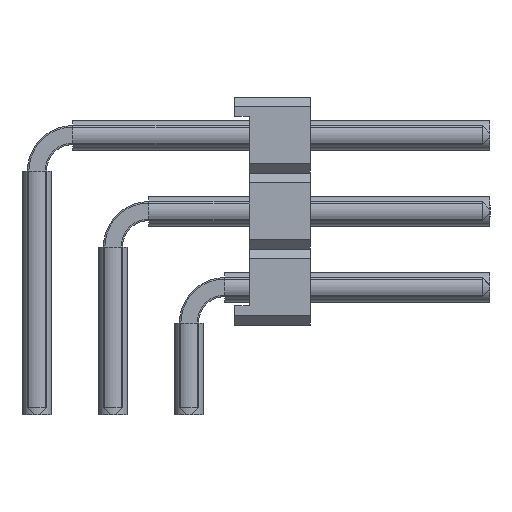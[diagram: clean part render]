
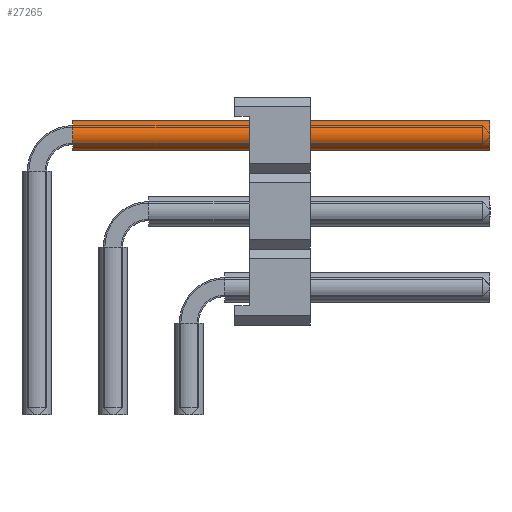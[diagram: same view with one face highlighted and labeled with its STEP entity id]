
A CAD part, left-side view. The second image highlights one B-rep face of the part: STEP entity #27265.
In plain terms, the highlighted cylindrical face has radius 0.5 mm (diameter 1 mm), a full revolution.
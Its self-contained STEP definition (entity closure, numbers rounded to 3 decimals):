
#14802=ORIENTED_EDGE('',*,*,#18696,.F.);
#14803=ORIENTED_EDGE('',*,*,#18697,.T.);
#18696=EDGE_CURVE('',#21288,#21288,#22308,.T.);
#18697=EDGE_CURVE('',#21289,#21289,#22309,.T.);
#21288=VERTEX_POINT('',#45506);
#21289=VERTEX_POINT('',#45508);
#22308=CIRCLE('',#29745,0.5);
#22309=CIRCLE('',#29746,0.5);
#23870=EDGE_LOOP('',(#14802));
#23871=EDGE_LOOP('',(#14803));
#25432=FACE_BOUND('',#23870,.T.);
#25433=FACE_BOUND('',#23871,.T.);
#25949=CYLINDRICAL_SURFACE('',#29744,0.5);
#27265=ADVANCED_FACE('',(#25432,#25433),#25949,.F.);
#29744=AXIS2_PLACEMENT_3D('',#45504,#37463,#37464);
#29745=AXIS2_PLACEMENT_3D('',#45505,#37465,#37466);
#29746=AXIS2_PLACEMENT_3D('',#45507,#37467,#37468);
#37463=DIRECTION('',(1.,0.,0.));
#37464=DIRECTION('',(0.,0.,-1.));
#37465=DIRECTION('',(-1.,0.,0.));
#37466=DIRECTION('',(0.,0.,1.));
#37467=DIRECTION('',(-1.,0.,0.));
#37468=DIRECTION('',(0.,0.,1.));
#45504=CARTESIAN_POINT('',(1.2,0.,9.35));
#45505=CARTESIAN_POINT('',(15.14,0.,9.35));
#45506=CARTESIAN_POINT('',(15.14,0.,9.85));
#45507=CARTESIAN_POINT('',(1.2,0.,9.35));
#45508=CARTESIAN_POINT('',(1.2,0.,9.85));
